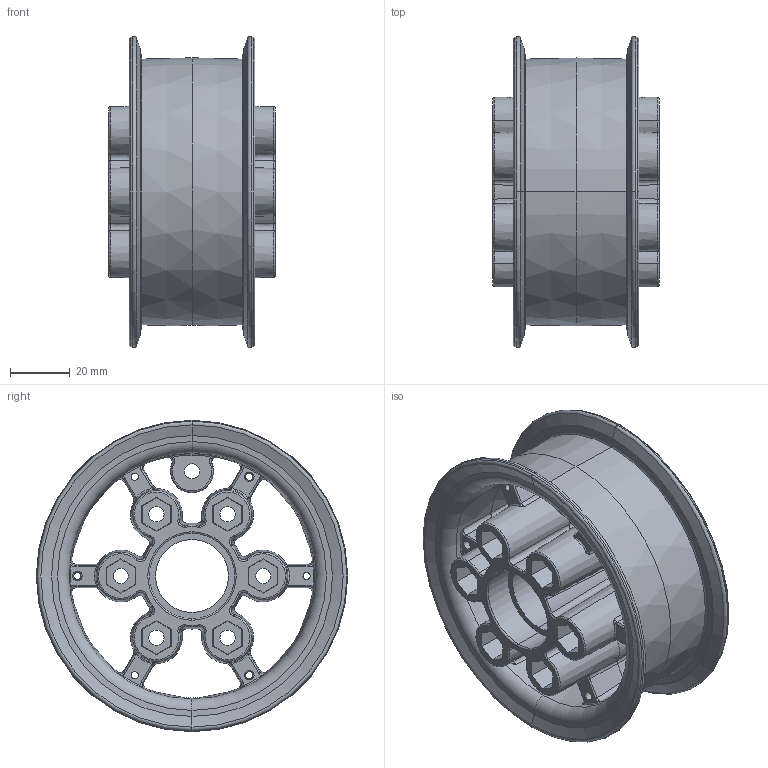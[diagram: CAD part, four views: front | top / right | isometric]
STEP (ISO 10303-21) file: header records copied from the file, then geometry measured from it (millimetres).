
FILE_DESCRIPTION (( 'STEP AP214' ), '1' );
FILE_NAME ('am-2469 6in pneumatic wheel hub assembly.STEP', '2014-07-22T18:10:10', ( '' ), ( '' ), 'SwSTEP 2.0', 'SolidWorks 2014', '' );
FILE_SCHEMA (( 'AUTOMOTIVE_DESIGN' ));
Length unit declared in the file: inch
Products named in the file (2): 6 Hub; am-2469 6in pneumatic wheel hub assembly
Assembly tree (2 placements, depth 2):
  am-2469 6in pneumatic wheel hub assembly
    6 Hub  x2
Bounding box: 55.63 x 104.19 x 104.19 mm (x, y, z)
Volume: 139435.7 mm3; surface area: 71748.4 mm2
Topology: 2 solids, 2 shells, 618 faces, 1586 edges, 932 vertices
Faces by surface type: bspline 204, plane 140, cylinder 112, torus 92, cone 70
Entity records: 13319 total; most frequent: CARTESIAN_POINT 6507, ORIENTED_EDGE 1534, DIRECTION 1251, EDGE_CURVE 767, AXIS2_PLACEMENT_3D 520, VERTEX_POINT 466, EDGE_LOOP 355, FACE_OUTER_BOUND 309
